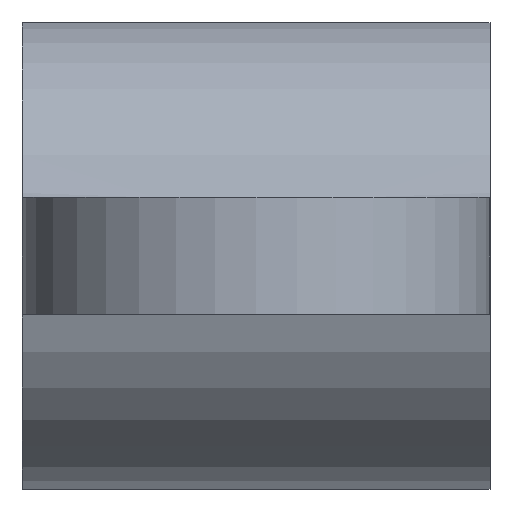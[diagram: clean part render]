
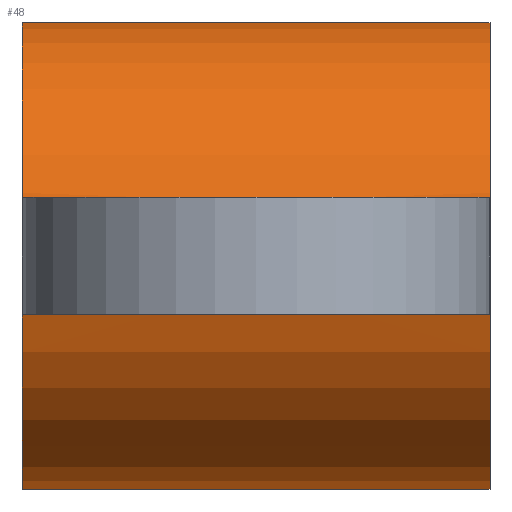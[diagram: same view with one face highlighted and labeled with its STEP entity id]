
A CAD part, left-side view. The second image highlights one B-rep face of the part: STEP entity #48.
In plain terms, the highlighted cylindrical face has radius 10 mm (diameter 20 mm), a full revolution.
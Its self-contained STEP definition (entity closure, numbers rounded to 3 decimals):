
#48=ADVANCED_FACE('',(#183,#185,#187),#189,.T.);
#183=FACE_OUTER_BOUND('',#184,.T.);
#184=EDGE_LOOP('',(#310));
#185=FACE_OUTER_BOUND('',#186,.T.);
#186=EDGE_LOOP('',(#311));
#187=FACE_BOUND('',#188,.T.);
#188=EDGE_LOOP('',(#312,#313,#314,#315));
#189=CYLINDRICAL_SURFACE('',#190,10.);
#190=AXIS2_PLACEMENT_3D('',#191,#192,#193);
#191=CARTESIAN_POINT('',(140.,10.,0.));
#192=DIRECTION('',(0.,1.,0.));
#193=DIRECTION('',(-0.866,0.,0.5));
#310=ORIENTED_EDGE('',*,*,#374,.F.);
#311=ORIENTED_EDGE('',*,*,#375,.F.);
#312=ORIENTED_EDGE('',*,*,#376,.F.);
#313=ORIENTED_EDGE('',*,*,#377,.T.);
#314=ORIENTED_EDGE('',*,*,#378,.T.);
#315=ORIENTED_EDGE('',*,*,#379,.T.);
#374=EDGE_CURVE('',#406,#406,#407,.T.);
#375=EDGE_CURVE('',#408,#408,#409,.F.);
#376=EDGE_CURVE('',#410,#411,#412,.T.);
#377=EDGE_CURVE('',#410,#413,#414,.T.);
#378=EDGE_CURVE('',#413,#415,#416,.T.);
#379=EDGE_CURVE('',#415,#411,#417,.F.);
#406=VERTEX_POINT('',#462);
#407=CIRCLE('',#463,10.);
#408=VERTEX_POINT('',#467);
#409=CIRCLE('',#468,10.);
#410=VERTEX_POINT('',#472);
#411=VERTEX_POINT('',#473);
#412=LINE('',#474,#475);
#413=VERTEX_POINT('',#477);
#414=B_SPLINE_CURVE_WITH_KNOTS('',3,
(#478,#479,#480,#481,#482,#483,#484,#485,#486,#487,#488,#489,#490,#491,#492,#493,
#494,#495,#496,#497,#498,#499,#500,#501,#502,#503,#504,#505,#506,#507,#508,#509,
#510,#511,#512,#513,#514,#515,#516,#517,#518,#519,#520,#521,#522),
.UNSPECIFIED.,.F.,.F.,
(4,1,1,1,1,1,1,1,1,1,1,1,1,1,1,1,1,1,1,1,1,1,1,1,1,1,1,1,1,1,1,1,1,1,1,1,1,1,1,1,
1,1,4),
(0.,0.017,0.034,0.051,0.068,0.086,
0.103,0.122,0.14,0.159,0.178,
0.197,0.217,0.237,0.261,0.286,
0.325,0.374,0.428,0.479,0.5,
0.525,0.564,0.595,0.617,0.64,
0.663,0.685,0.708,0.73,0.751,
0.773,0.794,0.815,0.836,0.857,
0.877,0.898,0.918,0.939,0.959,
0.98,1.),
.UNSPECIFIED.);
#415=VERTEX_POINT('',#523);
#416=LINE('',#524,#525);
#417=B_SPLINE_CURVE_WITH_KNOTS('',3,
(#527,#528,#529,#530,#531,#532,#533,#534,#535,#536,#537,#538,#539,#540,#541,#542,
#543,#544,#545,#546,#547,#548,#549,#550,#551,#552,#553,#554,#555,#556,#557,#558,
#559,#560,#561,#562,#563,#564,#565,#566,#567,#568,#569,#570,#571),
.UNSPECIFIED.,.F.,.F.,
(4,1,1,1,1,1,1,1,1,1,1,1,1,1,1,1,1,1,1,1,1,1,1,1,1,1,1,1,1,1,1,1,1,1,1,1,1,1,1,1,
1,1,4),
(0.,0.026,0.051,0.076,0.102,0.127,
0.152,0.177,0.202,0.226,0.251,
0.275,0.299,0.323,0.347,0.371,
0.402,0.433,0.464,0.487,0.5,
0.509,0.535,0.562,0.602,0.65,
0.702,0.748,0.78,0.806,0.823,
0.841,0.857,0.873,0.889,0.904,
0.919,0.933,0.947,0.961,0.974,
0.987,1.),
.UNSPECIFIED.);
#462=CARTESIAN_POINT('',(130.986,10.,4.33));
#463=AXIS2_PLACEMENT_3D('',#464,#465,#466);
#464=CARTESIAN_POINT('',(140.,10.,0.));
#465=DIRECTION('',(0.,1.,0.));
#466=DIRECTION('',(-0.866,0.,0.5));
#467=CARTESIAN_POINT('',(130.986,-10.,4.33));
#468=AXIS2_PLACEMENT_3D('',#469,#470,#471);
#469=CARTESIAN_POINT('',(140.,-10.,0.));
#470=DIRECTION('',(0.,1.,0.));
#471=DIRECTION('',(-0.866,0.,0.5));
#472=CARTESIAN_POINT('',(130.318,-4.33,2.5));
#473=CARTESIAN_POINT('',(130.318,4.33,2.5));
#474=CARTESIAN_POINT('',(130.318,-4.33,2.5));
#475=VECTOR('',#476,1.);
#476=DIRECTION('',(0.,1.,0.));
#477=CARTESIAN_POINT('',(130.318,-4.33,-2.5));
#478=CARTESIAN_POINT('',(130.318,-4.33,2.5));
#479=CARTESIAN_POINT('',(130.311,-4.345,2.475));
#480=CARTESIAN_POINT('',(130.298,-4.373,2.424));
#481=CARTESIAN_POINT('',(130.279,-4.415,2.348));
#482=CARTESIAN_POINT('',(130.261,-4.456,2.269));
#483=CARTESIAN_POINT('',(130.242,-4.496,2.189));
#484=CARTESIAN_POINT('',(130.224,-4.535,2.107));
#485=CARTESIAN_POINT('',(130.207,-4.573,2.023));
#486=CARTESIAN_POINT('',(130.189,-4.61,1.936));
#487=CARTESIAN_POINT('',(130.172,-4.646,1.848));
#488=CARTESIAN_POINT('',(130.155,-4.682,1.756));
#489=CARTESIAN_POINT('',(130.139,-4.716,1.663));
#490=CARTESIAN_POINT('',(130.123,-4.749,1.567));
#491=CARTESIAN_POINT('',(130.108,-4.78,1.467));
#492=CARTESIAN_POINT('',(130.093,-4.812,1.361));
#493=CARTESIAN_POINT('',(130.078,-4.843,1.245));
#494=CARTESIAN_POINT('',(130.06,-4.879,1.096));
#495=CARTESIAN_POINT('',(130.04,-4.92,0.902));
#496=CARTESIAN_POINT('',(130.02,-4.959,0.656));
#497=CARTESIAN_POINT('',(130.006,-4.988,0.387));
#498=CARTESIAN_POINT('',(130.001,-4.999,0.164));
#499=CARTESIAN_POINT('',(130.,-5.,-0.007));
#500=CARTESIAN_POINT('',(130.001,-4.999,-0.156));
#501=CARTESIAN_POINT('',(130.005,-4.991,-0.323));
#502=CARTESIAN_POINT('',(130.011,-4.977,-0.485));
#503=CARTESIAN_POINT('',(130.019,-4.962,-0.619));
#504=CARTESIAN_POINT('',(130.027,-4.946,-0.738));
#505=CARTESIAN_POINT('',(130.036,-4.927,-0.856));
#506=CARTESIAN_POINT('',(130.047,-4.905,-0.972));
#507=CARTESIAN_POINT('',(130.059,-4.881,-1.086));
#508=CARTESIAN_POINT('',(130.072,-4.855,-1.198));
#509=CARTESIAN_POINT('',(130.086,-4.826,-1.309));
#510=CARTESIAN_POINT('',(130.101,-4.796,-1.417));
#511=CARTESIAN_POINT('',(130.116,-4.763,-1.523));
#512=CARTESIAN_POINT('',(130.133,-4.728,-1.627));
#513=CARTESIAN_POINT('',(130.151,-4.692,-1.73));
#514=CARTESIAN_POINT('',(130.169,-4.653,-1.831));
#515=CARTESIAN_POINT('',(130.188,-4.613,-1.931));
#516=CARTESIAN_POINT('',(130.208,-4.57,-2.029));
#517=CARTESIAN_POINT('',(130.228,-4.526,-2.126));
#518=CARTESIAN_POINT('',(130.25,-4.48,-2.222));
#519=CARTESIAN_POINT('',(130.272,-4.432,-2.316));
#520=CARTESIAN_POINT('',(130.294,-4.382,-2.409));
#521=CARTESIAN_POINT('',(130.31,-4.348,-2.47));
#522=CARTESIAN_POINT('',(130.318,-4.33,-2.5));
#523=CARTESIAN_POINT('',(130.318,4.33,-2.5));
#524=CARTESIAN_POINT('',(130.318,-4.33,-2.5));
#525=VECTOR('',#526,1.);
#526=DIRECTION('',(0.,1.,0.));
#527=CARTESIAN_POINT('',(130.318,4.33,2.5));
#528=CARTESIAN_POINT('',(130.308,4.352,2.462));
#529=CARTESIAN_POINT('',(130.288,4.395,2.386));
#530=CARTESIAN_POINT('',(130.261,4.456,2.269));
#531=CARTESIAN_POINT('',(130.234,4.514,2.151));
#532=CARTESIAN_POINT('',(130.208,4.569,2.032));
#533=CARTESIAN_POINT('',(130.184,4.621,1.912));
#534=CARTESIAN_POINT('',(130.161,4.669,1.791));
#535=CARTESIAN_POINT('',(130.14,4.714,1.669));
#536=CARTESIAN_POINT('',(130.12,4.756,1.546));
#537=CARTESIAN_POINT('',(130.101,4.794,1.423));
#538=CARTESIAN_POINT('',(130.084,4.829,1.299));
#539=CARTESIAN_POINT('',(130.069,4.86,1.175));
#540=CARTESIAN_POINT('',(130.055,4.889,1.051));
#541=CARTESIAN_POINT('',(130.043,4.914,0.928));
#542=CARTESIAN_POINT('',(130.032,4.935,0.804));
#543=CARTESIAN_POINT('',(130.022,4.956,0.668));
#544=CARTESIAN_POINT('',(130.013,4.974,0.518));
#545=CARTESIAN_POINT('',(130.006,4.988,0.354));
#546=CARTESIAN_POINT('',(130.002,4.996,0.205));
#547=CARTESIAN_POINT('',(130.,5.,0.087));
#548=CARTESIAN_POINT('',(130.,5.,0.007));
#549=CARTESIAN_POINT('',(130.,5.,-0.078));
#550=CARTESIAN_POINT('',(130.001,4.997,-0.187));
#551=CARTESIAN_POINT('',(130.006,4.989,-0.349));
#552=CARTESIAN_POINT('',(130.014,4.971,-0.552));
#553=CARTESIAN_POINT('',(130.031,4.939,-0.796));
#554=CARTESIAN_POINT('',(130.054,4.891,-1.049));
#555=CARTESIAN_POINT('',(130.08,4.837,-1.27));
#556=CARTESIAN_POINT('',(130.104,4.788,-1.444));
#557=CARTESIAN_POINT('',(130.124,4.748,-1.569));
#558=CARTESIAN_POINT('',(130.14,4.714,-1.669));
#559=CARTESIAN_POINT('',(130.155,4.683,-1.753));
#560=CARTESIAN_POINT('',(130.17,4.652,-1.834));
#561=CARTESIAN_POINT('',(130.184,4.62,-1.911));
#562=CARTESIAN_POINT('',(130.199,4.589,-1.986));
#563=CARTESIAN_POINT('',(130.214,4.557,-2.058));
#564=CARTESIAN_POINT('',(130.229,4.525,-2.127));
#565=CARTESIAN_POINT('',(130.244,4.493,-2.194));
#566=CARTESIAN_POINT('',(130.258,4.461,-2.258));
#567=CARTESIAN_POINT('',(130.273,4.429,-2.321));
#568=CARTESIAN_POINT('',(130.288,4.396,-2.382));
#569=CARTESIAN_POINT('',(130.303,4.364,-2.442));
#570=CARTESIAN_POINT('',(130.313,4.341,-2.481));
#571=CARTESIAN_POINT('',(130.318,4.33,-2.5));
